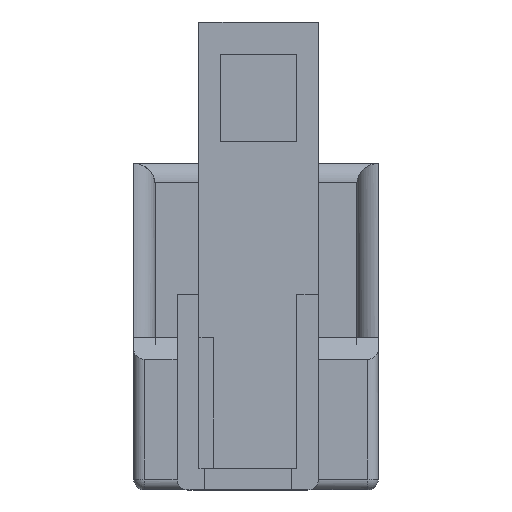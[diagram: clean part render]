
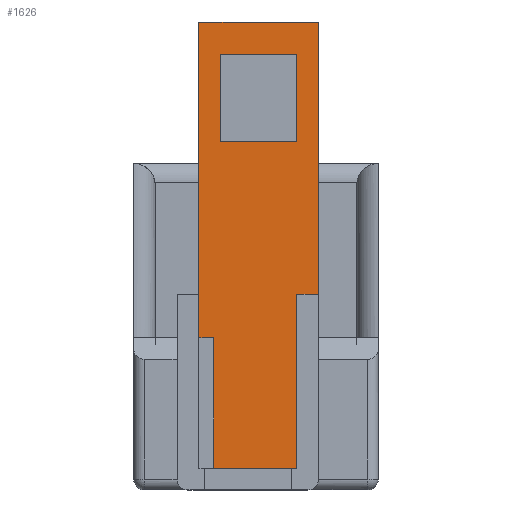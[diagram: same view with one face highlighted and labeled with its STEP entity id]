
A CAD part, front view. The second image highlights one B-rep face of the part: STEP entity #1626.
In plain terms, the highlighted planar face has unit normal (0, -1, 0).
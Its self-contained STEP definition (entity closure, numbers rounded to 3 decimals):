
#16=FACE_BOUND('',#238,.T.);
#144=FACE_OUTER_BOUND('',#237,.T.);
#237=EDGE_LOOP('',(#1365,#1366,#1367,#1368,#1369,#1370,#1371,#1372));
#238=EDGE_LOOP('',(#1373,#1374,#1375,#1376));
#333=LINE('',#2465,#530);
#338=LINE('',#2476,#535);
#342=LINE('',#2484,#539);
#347=LINE('',#2493,#544);
#371=LINE('',#2546,#568);
#378=LINE('',#2557,#575);
#397=LINE('',#2599,#594);
#401=LINE('',#2605,#598);
#406=LINE('',#2615,#603);
#408=LINE('',#2618,#605);
#410=LINE('',#2622,#607);
#411=LINE('',#2623,#608);
#530=VECTOR('',#1985,10.);
#535=VECTOR('',#1992,10.);
#539=VECTOR('',#1998,10.);
#544=VECTOR('',#2007,10.);
#568=VECTOR('',#2059,10.);
#575=VECTOR('',#2070,10.);
#594=VECTOR('',#2111,10.);
#598=VECTOR('',#2117,10.);
#603=VECTOR('',#2128,10.);
#605=VECTOR('',#2132,10.);
#607=VECTOR('',#2138,10.);
#608=VECTOR('',#2139,10.);
#720=VERTEX_POINT('',#2463);
#721=VERTEX_POINT('',#2464);
#725=VERTEX_POINT('',#2473);
#726=VERTEX_POINT('',#2475);
#728=VERTEX_POINT('',#2481);
#731=VERTEX_POINT('',#2491);
#736=VERTEX_POINT('',#2513);
#746=VERTEX_POINT('',#2544);
#748=VERTEX_POINT('',#2555);
#753=VERTEX_POINT('',#2576);
#760=VERTEX_POINT('',#2598);
#761=VERTEX_POINT('',#2603);
#898=EDGE_CURVE('',#720,#721,#333,.T.);
#903=EDGE_CURVE('',#725,#726,#338,.T.);
#907=EDGE_CURVE('',#728,#725,#342,.T.);
#912=EDGE_CURVE('',#731,#726,#347,.T.);
#936=EDGE_CURVE('',#746,#736,#371,.T.);
#943=EDGE_CURVE('',#748,#746,#378,.T.);
#962=EDGE_CURVE('',#753,#760,#397,.T.);
#966=EDGE_CURVE('',#761,#760,#401,.T.);
#971=EDGE_CURVE('',#761,#748,#406,.T.);
#973=EDGE_CURVE('',#753,#721,#408,.T.);
#975=EDGE_CURVE('',#736,#720,#410,.T.);
#976=EDGE_CURVE('',#731,#728,#411,.T.);
#1365=ORIENTED_EDGE('',*,*,#973,.T.);
#1366=ORIENTED_EDGE('',*,*,#898,.F.);
#1367=ORIENTED_EDGE('',*,*,#975,.F.);
#1368=ORIENTED_EDGE('',*,*,#936,.F.);
#1369=ORIENTED_EDGE('',*,*,#943,.F.);
#1370=ORIENTED_EDGE('',*,*,#971,.F.);
#1371=ORIENTED_EDGE('',*,*,#966,.T.);
#1372=ORIENTED_EDGE('',*,*,#962,.F.);
#1373=ORIENTED_EDGE('',*,*,#907,.F.);
#1374=ORIENTED_EDGE('',*,*,#976,.F.);
#1375=ORIENTED_EDGE('',*,*,#912,.T.);
#1376=ORIENTED_EDGE('',*,*,#903,.F.);
#1535=PLANE('',#1762);
#1626=ADVANCED_FACE('',(#144,#16),#1535,.T.);
#1762=AXIS2_PLACEMENT_3D('',#2621,#2136,#2137);
#1985=DIRECTION('',(1.,0.,0.));
#1992=DIRECTION('',(-1.,0.,0.));
#1998=DIRECTION('',(0.,0.,1.));
#2007=DIRECTION('',(0.,0.,1.));
#2059=DIRECTION('',(-1.,0.,0.));
#2070=DIRECTION('',(0.,0.,1.));
#2111=DIRECTION('',(-1.,0.,0.));
#2117=DIRECTION('',(0.,0.,1.));
#2128=DIRECTION('',(-1.,0.,0.));
#2132=DIRECTION('',(0.,0.,1.));
#2136=DIRECTION('center_axis',(0.,-1.,0.));
#2137=DIRECTION('ref_axis',(1.,0.,0.));
#2138=DIRECTION('',(0.,0.,1.));
#2139=DIRECTION('',(1.,0.,0.));
#2463=CARTESIAN_POINT('',(2.,170.,43.));
#2464=CARTESIAN_POINT('',(13.,170.,43.));
#2465=CARTESIAN_POINT('',(13.,170.,43.));
#2473=CARTESIAN_POINT('',(11.,170.,40.));
#2475=CARTESIAN_POINT('',(4.,170.,40.));
#2476=CARTESIAN_POINT('',(13.,170.,40.));
#2481=CARTESIAN_POINT('',(11.,170.,32.));
#2484=CARTESIAN_POINT('',(11.,170.,32.));
#2491=CARTESIAN_POINT('',(4.,170.,32.));
#2493=CARTESIAN_POINT('',(4.,170.,32.));
#2513=CARTESIAN_POINT('',(2.,170.,14.));
#2544=CARTESIAN_POINT('',(3.368,170.,14.));
#2546=CARTESIAN_POINT('',(2.,170.,14.));
#2555=CARTESIAN_POINT('',(3.368,170.,2.));
#2557=CARTESIAN_POINT('',(3.368,170.,2.));
#2576=CARTESIAN_POINT('',(13.,170.,14.));
#2598=CARTESIAN_POINT('',(11.,170.,14.));
#2599=CARTESIAN_POINT('',(13.,170.,14.));
#2603=CARTESIAN_POINT('',(11.,170.,2.));
#2605=CARTESIAN_POINT('',(11.,170.,2.));
#2615=CARTESIAN_POINT('',(4.25,170.,2.));
#2618=CARTESIAN_POINT('',(13.,170.,2.));
#2621=CARTESIAN_POINT('Origin',(2.,170.,2.));
#2622=CARTESIAN_POINT('',(2.,170.,2.));
#2623=CARTESIAN_POINT('',(13.,170.,32.));
